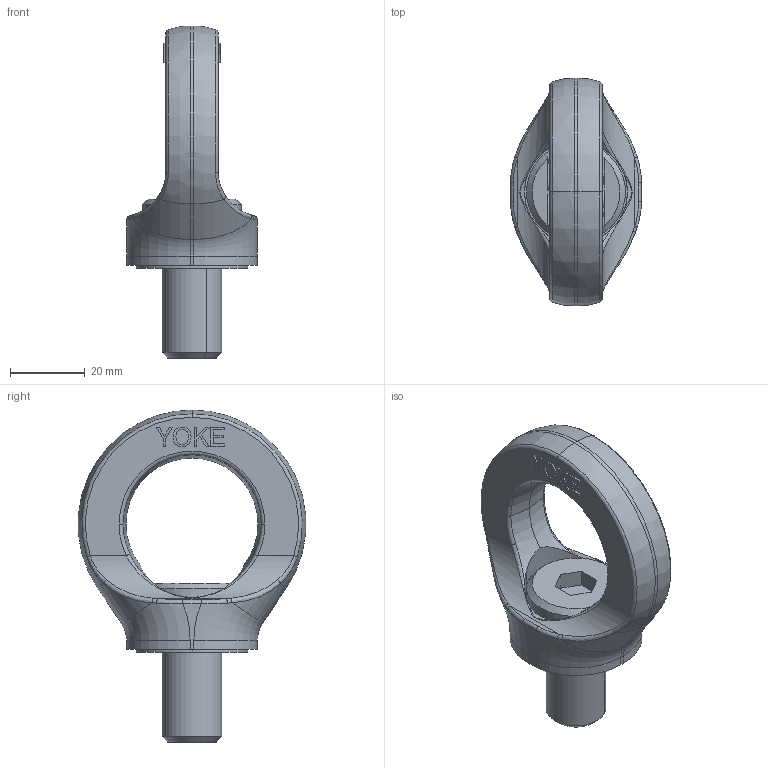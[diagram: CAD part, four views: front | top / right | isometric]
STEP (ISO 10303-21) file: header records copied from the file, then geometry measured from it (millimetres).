
FILE_DESCRIPTION(('CATIA V5 STEP Exchange'),'2;1');
FILE_NAME('8-S291-015.stp','2017-09-27T00:48:38+00:00',('none'),('none'),'CATIA Version 5 Release 21 GA (IN-10)','CATIA V5 STEP AP203','none');
FILE_SCHEMA(('CONFIG_CONTROL_DESIGN'));
Length unit declared in the file: millimetre
Products named in the file (1): 8-291K-015
Bounding box: 35 x 60.84 x 88.8 mm (x, y, z)
Volume: 42662 mm3; surface area: 11394.3 mm2
Topology: 1 solids, 1 shells, 338 faces, 922 edges, 598 vertices
Faces by surface type: plane 266, cylinder 24, bspline 18, torus 14, cone 12, revolution 4
Entity records: 11657 total; most frequent: CARTESIAN_POINT 3416, ORIENTED_EDGE 1844, DIRECTION 1419, EDGE_CURVE 922, VECTOR 769, LINE 769, VERTEX_POINT 598, AXIS2_PLACEMENT_3D 366
